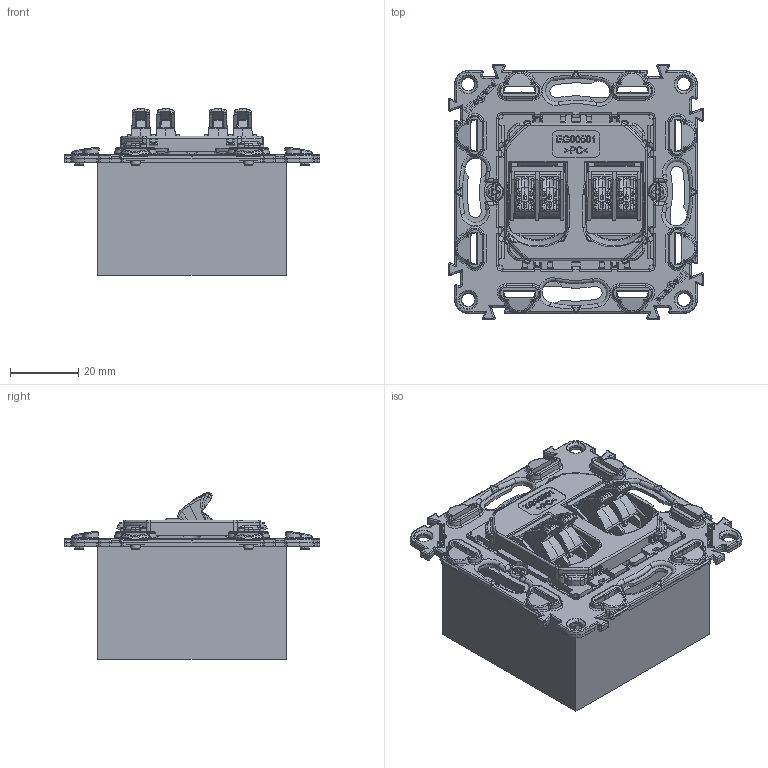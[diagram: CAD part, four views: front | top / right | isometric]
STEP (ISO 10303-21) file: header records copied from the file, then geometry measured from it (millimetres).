
FILE_DESCRIPTION(('CATIA V5 STEP Exchange','CAx-IF Rec.Pracs.--- Model Styling and Organization---1.4--- 2014-01-23'),'2;1');
FILE_NAME('753078_AllCATPart.stp','2020-02-13T10:44:43+00:00',('none'),('none'),'CATIA Version 5-6 Release 2017 SP3','CATIA V5 STEP AP214','none');
FILE_SCHEMA(('AUTOMOTIVE_DESIGN { 1 0 10303 214 1 1 1 1 }'));
Products named in the file (1): 753078_AllCATPart
Bounding box: 74.7 x 74.7 x 48.61 mm (x, y, z)
Volume: 112244 mm3; surface area: 31164.8 mm2
Topology: 1 solids, 4 shells, 7630 faces, 22208 edges, 14470 vertices
Faces by surface type: plane 5116, bspline 1098, cylinder 867, cone 219, torus 186, sphere 120, extrusion 24
Entity records: 308678 total; most frequent: CARTESIAN_POINT 120839, ORIENTED_EDGE 44052, DIRECTION 27440, EDGE_CURVE 22026, VECTOR 14725, LINE 14701, VERTEX_POINT 14470, EDGE_LOOP 7812
